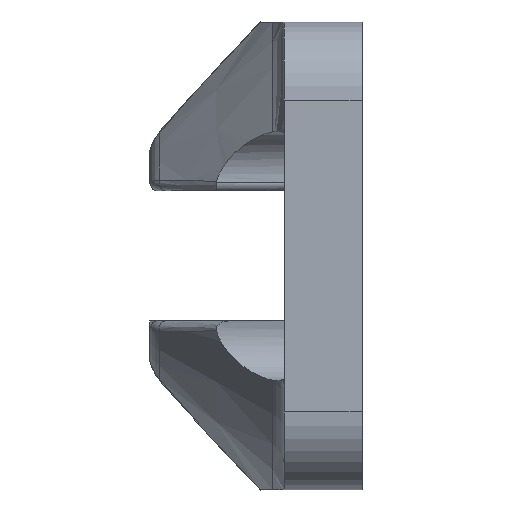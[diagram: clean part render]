
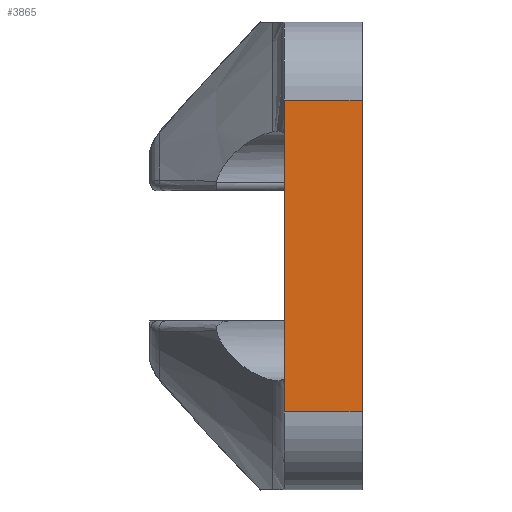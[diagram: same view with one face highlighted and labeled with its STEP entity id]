
A CAD part, left-side view. The second image highlights one B-rep face of the part: STEP entity #3865.
In plain terms, the highlighted planar face has unit normal (-1, 0, 0).
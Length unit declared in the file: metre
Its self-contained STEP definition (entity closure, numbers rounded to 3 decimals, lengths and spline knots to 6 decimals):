
#355=LINE('',#7003,#552);
#356=LINE('',#7007,#553);
#357=LINE('',#7009,#554);
#358=LINE('',#7011,#555);
#552=VECTOR('',#4898,1.);
#553=VECTOR('',#4903,1.);
#554=VECTOR('',#4904,1.);
#555=VECTOR('',#4905,1.);
#956=ORIENTED_EDGE('',*,*,#2114,.T.);
#957=ORIENTED_EDGE('',*,*,#2112,.F.);
#958=ORIENTED_EDGE('',*,*,#2115,.F.);
#959=ORIENTED_EDGE('',*,*,#2116,.T.);
#2112=EDGE_CURVE('',#2674,#2675,#355,.T.);
#2114=EDGE_CURVE('',#2676,#2675,#356,.T.);
#2115=EDGE_CURVE('',#2677,#2674,#357,.T.);
#2116=EDGE_CURVE('',#2677,#2676,#358,.T.);
#2674=VERTEX_POINT('',#7002);
#2675=VERTEX_POINT('',#7004);
#2676=VERTEX_POINT('',#7008);
#2677=VERTEX_POINT('',#7010);
#3272=EDGE_LOOP('',(#956,#957,#958,#959));
#3545=FACE_BOUND('',#3272,.T.);
#3765=PLANE('',#4177);
#3865=ADVANCED_FACE('',(#3545),#3765,.T.);
#4177=AXIS2_PLACEMENT_3D('',#7006,#4901,#4902);
#4898=DIRECTION('',(0.,-1.,0.));
#4901=DIRECTION('',(-1.,0.,0.));
#4902=DIRECTION('',(0.,0.,1.));
#4903=DIRECTION('',(0.,0.,1.));
#4904=DIRECTION('',(0.,0.,1.));
#4905=DIRECTION('',(0.,-1.,0.));
#7002=CARTESIAN_POINT('',(-0.015,0.0015,0.006));
#7003=CARTESIAN_POINT('',(-0.015,0.0015,0.006));
#7004=CARTESIAN_POINT('',(-0.015,-0.0015,0.006));
#7006=CARTESIAN_POINT('',(-0.015,-0.0015,-0.009));
#7007=CARTESIAN_POINT('',(-0.015,-0.0015,-0.006));
#7008=CARTESIAN_POINT('',(-0.015,-0.0015,-0.006));
#7009=CARTESIAN_POINT('',(-0.015,0.0015,-0.006));
#7010=CARTESIAN_POINT('',(-0.015,0.0015,-0.006));
#7011=CARTESIAN_POINT('',(-0.015,0.0015,-0.006));
